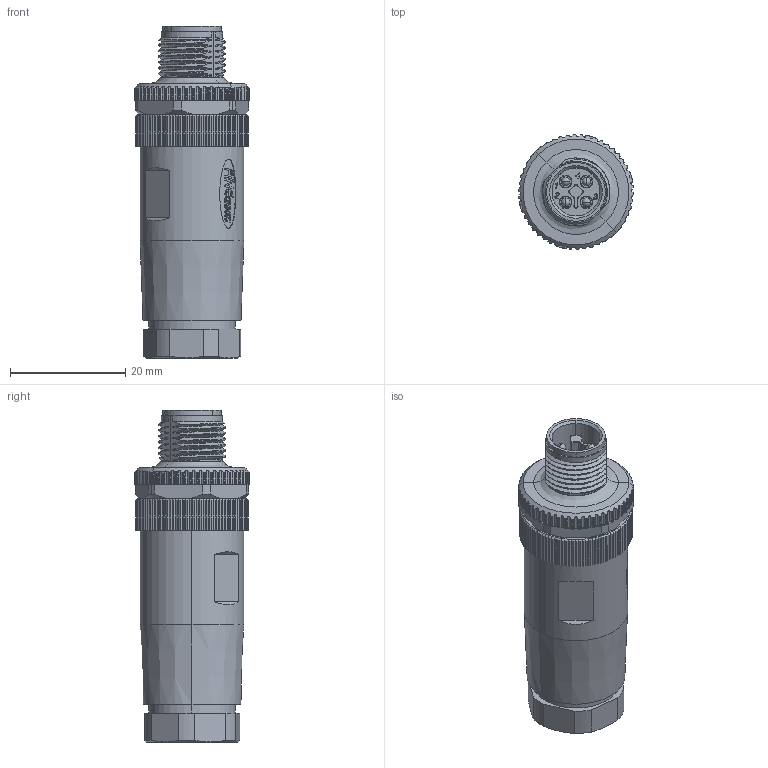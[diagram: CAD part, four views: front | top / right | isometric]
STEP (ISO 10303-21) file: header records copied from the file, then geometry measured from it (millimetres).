
FILE_DESCRIPTION (( 'STEP AP203' ), '1' );
FILE_NAME ('P166.STEP', '2020-05-12T09:24:42', ( 'edpusr' ), ( 'Microsoft' ), 'SwSTEP 2.0', 'SolidWorks 2015', '' );
FILE_SCHEMA (( 'CONFIG_CONTROL_DESIGN' ));
Length unit declared in the file: millimetre
Products named in the file (1): P166
Bounding box: 19.99 x 19.99 x 57.63 mm (x, y, z)
Volume: 11295.1 mm3; surface area: 6401.2 mm2
Topology: 1 solids, 6 shells, 1216 faces, 3434 edges, 2263 vertices
Faces by surface type: plane 471, cylinder 417, bspline 214, cone 68, torus 38, sphere 8
Entity records: 51307 total; most frequent: CARTESIAN_POINT 22515, ORIENTED_EDGE 6836, DIRECTION 4686, EDGE_CURVE 3418, VERTEX_POINT 2255, LINE 1580, VECTOR 1580, AXIS2_PLACEMENT_3D 1553
